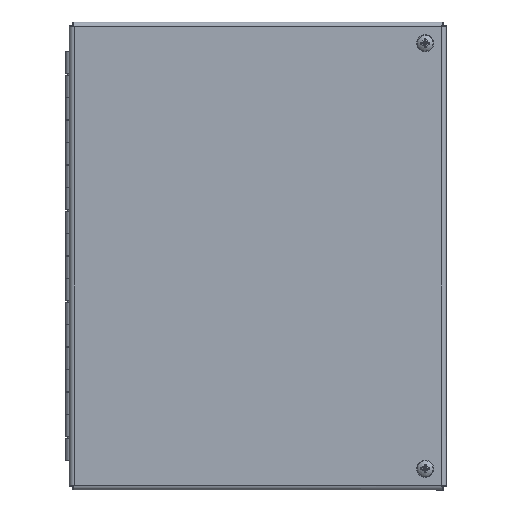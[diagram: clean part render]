
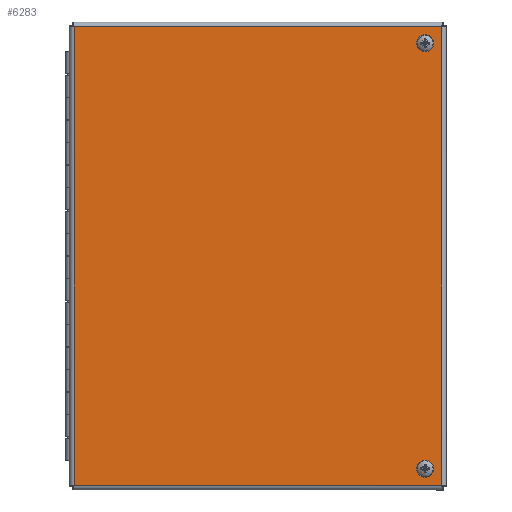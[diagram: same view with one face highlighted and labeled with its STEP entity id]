
A CAD part, top view. The second image highlights one B-rep face of the part: STEP entity #6283.
In plain terms, the highlighted planar face has unit normal (0, 0, 1).
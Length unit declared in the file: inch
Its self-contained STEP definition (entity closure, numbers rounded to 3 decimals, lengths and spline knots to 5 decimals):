
#398=PLANE($,#6788);
#858=LINE($,#10332,#1398);
#874=LINE($,#10434,#1414);
#889=LINE($,#10534,#1429);
#904=LINE($,#10633,#1444);
#1398=VECTOR($,#8116,10.102);
#1414=VECTOR($,#8146,8.102);
#1429=VECTOR($,#8175,10.102);
#1444=VECTOR($,#8204,8.102);
#1634=FACE_BOUND($,#2335,.T.);
#1635=FACE_BOUND($,#2336,.T.);
#1636=FACE_BOUND($,#2337,.T.);
#2335=EDGE_LOOP($,(#5340));
#2336=EDGE_LOOP($,(#5341));
#2337=EDGE_LOOP($,(#5342,#5343,#5344,#5345));
#2598=CIRCLE($,#6756,0.14063);
#2600=CIRCLE($,#6759,0.14063);
#3052=VERTEX_POINT($,#10312);
#3054=VERTEX_POINT($,#10317);
#3057=VERTEX_POINT($,#10323);
#3058=VERTEX_POINT($,#10331);
#3069=VERTEX_POINT($,#10426);
#3079=VERTEX_POINT($,#10526);
#3796=EDGE_CURVE($,#3052,#3052,#2598,.T.);
#3798=EDGE_CURVE($,#3054,#3054,#2600,.T.);
#3801=EDGE_CURVE($,#3058,#3057,#858,.T.);
#3821=EDGE_CURVE($,#3057,#3069,#874,.T.);
#3840=EDGE_CURVE($,#3069,#3079,#889,.T.);
#3859=EDGE_CURVE($,#3079,#3058,#904,.T.);
#5340=ORIENTED_EDGE($,*,*,#3796,.T.);
#5341=ORIENTED_EDGE($,*,*,#3798,.T.);
#5342=ORIENTED_EDGE($,*,*,#3801,.T.);
#5343=ORIENTED_EDGE($,*,*,#3821,.T.);
#5344=ORIENTED_EDGE($,*,*,#3840,.T.);
#5345=ORIENTED_EDGE($,*,*,#3859,.T.);
#6283=ADVANCED_FACE($,(#1634,#1635,#1636),#398,.T.);
#6756=AXIS2_PLACEMENT_3D($,#10313,#8105,#8106);
#6759=AXIS2_PLACEMENT_3D($,#10318,#8111,#8112);
#6788=AXIS2_PLACEMENT_3D($,#10719,#8229,#8230);
#8105=DIRECTION('center_axis',(0.,0.,-1.));
#8106=DIRECTION('ref_axis',(-1.,0.,0.));
#8111=DIRECTION('center_axis',(0.,0.,-1.));
#8112=DIRECTION('ref_axis',(-1.,0.,0.));
#8116=DIRECTION($,(0.,-1.,0.));
#8146=DIRECTION($,(1.,0.,0.));
#8175=DIRECTION($,(0.,1.,0.));
#8204=DIRECTION($,(-1.,0.,0.));
#8229=DIRECTION('center_axis',(0.,0.,1.));
#8230=DIRECTION('ref_axis',(1.,0.,0.));
#10312=CARTESIAN_POINT('',(3.82813,-4.6875,0.074));
#10313=CARTESIAN_POINT('Origin',(3.6875,-4.6875,0.074));
#10317=CARTESIAN_POINT('',(3.82813,4.6875,0.074));
#10318=CARTESIAN_POINT('Origin',(3.6875,4.6875,0.074));
#10323=CARTESIAN_POINT('',(-4.051,-5.051,0.074));
#10331=CARTESIAN_POINT('',(-4.051,5.051,0.074));
#10332=CARTESIAN_POINT($,(-4.051,2.5255,0.074));
#10426=CARTESIAN_POINT('',(4.051,-5.051,0.074));
#10434=CARTESIAN_POINT($,(-2.0255,-5.051,0.074));
#10526=CARTESIAN_POINT('',(4.051,5.051,0.074));
#10534=CARTESIAN_POINT($,(4.051,-2.5255,0.074));
#10633=CARTESIAN_POINT($,(2.0255,5.051,0.074));
#10719=CARTESIAN_POINT('Origin',(0.,0.,
0.074));
